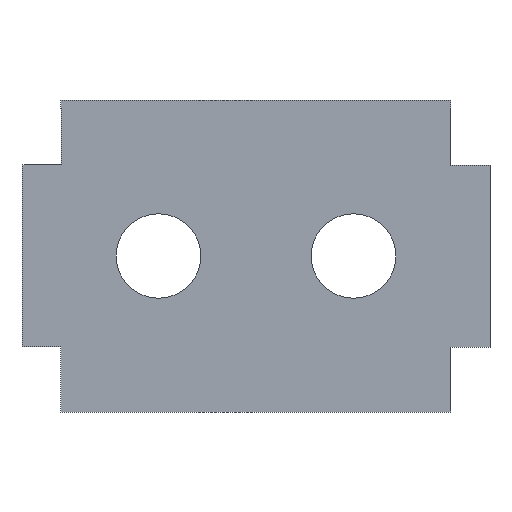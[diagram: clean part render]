
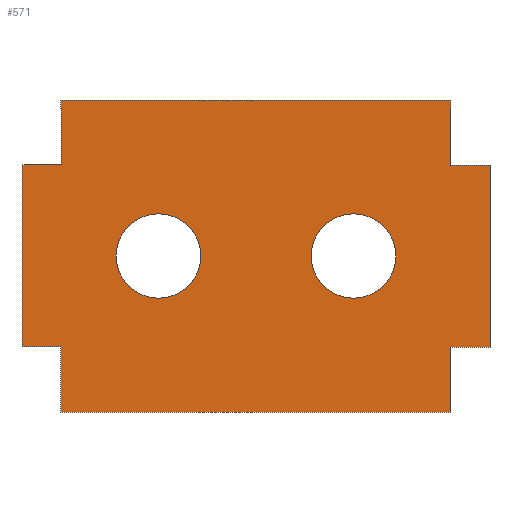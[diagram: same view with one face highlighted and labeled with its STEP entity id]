
A CAD part, front view. The second image highlights one B-rep face of the part: STEP entity #571.
In plain terms, the highlighted planar face has unit normal (0, -1, 0).
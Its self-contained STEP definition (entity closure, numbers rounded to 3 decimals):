
#13 = VERTEX_POINT ( 'NONE', #292 ) ;
#17 = CARTESIAN_POINT ( 'NONE',  ( 0., -3., 0. ) ) ;
#25 = CARTESIAN_POINT ( 'NONE',  ( 33., -3., -19. ) ) ;
#28 = DIRECTION ( 'NONE',  ( -1., 0., 0. ) ) ;
#34 = CARTESIAN_POINT ( 'NONE',  ( 0., -3., 0. ) ) ;
#35 = EDGE_CURVE ( 'NONE', #376, #217, #57, .T. ) ;
#37 = CARTESIAN_POINT ( 'NONE',  ( 7.5, -3., -15.25 ) ) ;
#44 = DIRECTION ( 'NONE',  ( 1., 0., 0. ) ) ;
#51 = DIRECTION ( 'NONE',  ( 1., 0., 0. ) ) ;
#57 = LINE ( 'NONE', #530, #437 ) ;
#69 = VERTEX_POINT ( 'NONE', #94 ) ;
#78 = CARTESIAN_POINT ( 'NONE',  ( 30., -3., 0. ) ) ;
#81 = CARTESIAN_POINT ( 'NONE',  ( 7.5, -3., -12. ) ) ;
#94 = CARTESIAN_POINT ( 'NONE',  ( 0., -3., 0. ) ) ;
#95 = EDGE_CURVE ( 'NONE', #496, #204, #509, .T. ) ;
#103 = CARTESIAN_POINT ( 'NONE',  ( 22.5, -3., -8.75 ) ) ;
#105 = ORIENTED_EDGE ( 'NONE', *, *, #262, .F. ) ;
#115 = CARTESIAN_POINT ( 'NONE',  ( 30., -3., 0. ) ) ;
#119 = VERTEX_POINT ( 'NONE', #180 ) ;
#123 = EDGE_LOOP ( 'NONE', ( #381, #494 ) ) ;
#124 = AXIS2_PLACEMENT_3D ( 'NONE', #230, #412, #545 ) ;
#127 = PLANE ( 'NONE',  #407 ) ;
#128 = DIRECTION ( 'NONE',  ( 1., 0., 0. ) ) ;
#134 = DIRECTION ( 'NONE',  ( 0., 0., 1. ) ) ;
#137 = DIRECTION ( 'NONE',  ( 0., 0., -1. ) ) ;
#141 = CARTESIAN_POINT ( 'NONE',  ( 30., -3., -5. ) ) ;
#158 = FACE_BOUND ( 'NONE', #476, .T. ) ;
#162 = DIRECTION ( 'NONE',  ( 0., 1., 0. ) ) ;
#167 = EDGE_CURVE ( 'NONE', #199, #396, #186, .T. ) ;
#172 = EDGE_CURVE ( 'NONE', #396, #432, #420, .T. ) ;
#177 = LINE ( 'NONE', #360, #438 ) ;
#180 = CARTESIAN_POINT ( 'NONE',  ( 22.5, -3., -15.25 ) ) ;
#184 = CARTESIAN_POINT ( 'NONE',  ( 22.5, -3., -12. ) ) ;
#186 = LINE ( 'NONE', #562, #288 ) ;
#187 = VERTEX_POINT ( 'NONE', #610 ) ;
#193 = EDGE_CURVE ( 'NONE', #487, #119, #497, .T. ) ;
#199 = VERTEX_POINT ( 'NONE', #141 ) ;
#202 = VECTOR ( 'NONE', #449, 1000. ) ;
#204 = VERTEX_POINT ( 'NONE', #323 ) ;
#206 = ORIENTED_EDGE ( 'NONE', *, *, #383, .F. ) ;
#209 = VERTEX_POINT ( 'NONE', #326 ) ;
#217 = VERTEX_POINT ( 'NONE', #370 ) ;
#221 = LINE ( 'NONE', #34, #607 ) ;
#225 = CARTESIAN_POINT ( 'NONE',  ( 22.5, -3., -12. ) ) ;
#227 = VECTOR ( 'NONE', #51, 1000. ) ;
#230 = CARTESIAN_POINT ( 'NONE',  ( 7.5, -3., -12. ) ) ;
#244 = AXIS2_PLACEMENT_3D ( 'NONE', #225, #403, #594 ) ;
#255 = ORIENTED_EDGE ( 'NONE', *, *, #301, .F. ) ;
#256 = CIRCLE ( 'NONE', #124, 3.25 ) ;
#259 = VERTEX_POINT ( 'NONE', #37 ) ;
#261 = ORIENTED_EDGE ( 'NONE', *, *, #291, .T. ) ;
#262 = EDGE_CURVE ( 'NONE', #69, #584, #221, .T. ) ;
#268 = LINE ( 'NONE', #315, #310 ) ;
#270 = EDGE_CURVE ( 'NONE', #204, #376, #271, .T. ) ;
#271 = LINE ( 'NONE', #504, #507 ) ;
#274 = LINE ( 'NONE', #78, #518 ) ;
#286 = ORIENTED_EDGE ( 'NONE', *, *, #363, .F. ) ;
#288 = VECTOR ( 'NONE', #44, 1000. ) ;
#291 = EDGE_CURVE ( 'NONE', #119, #487, #417, .T. ) ;
#292 = CARTESIAN_POINT ( 'NONE',  ( 30., -3., -19. ) ) ;
#298 = CIRCLE ( 'NONE', #375, 3.25 ) ;
#301 = EDGE_CURVE ( 'NONE', #492, #69, #268, .T. ) ;
#310 = VECTOR ( 'NONE', #451, 1000. ) ;
#315 = CARTESIAN_POINT ( 'NONE',  ( 0., -3., 0. ) ) ;
#319 = LINE ( 'NONE', #512, #202 ) ;
#323 = CARTESIAN_POINT ( 'NONE',  ( 0., -3., -19. ) ) ;
#324 = EDGE_CURVE ( 'NONE', #209, #496, #554, .T. ) ;
#326 = CARTESIAN_POINT ( 'NONE',  ( 30., -3., -24. ) ) ;
#335 = CARTESIAN_POINT ( 'NONE',  ( 0., -3., -24. ) ) ;
#353 = ORIENTED_EDGE ( 'NONE', *, *, #35, .F. ) ;
#354 = DIRECTION ( 'NONE',  ( -1., 0., 0. ) ) ;
#358 = CARTESIAN_POINT ( 'NONE',  ( 33., -3., -5. ) ) ;
#360 = CARTESIAN_POINT ( 'NONE',  ( 30., -3., 0. ) ) ;
#363 = EDGE_CURVE ( 'NONE', #584, #199, #274, .T. ) ;
#366 = AXIS2_PLACEMENT_3D ( 'NONE', #184, #568, #137 ) ;
#368 = CARTESIAN_POINT ( 'NONE',  ( 0., -3., 0. ) ) ;
#370 = CARTESIAN_POINT ( 'NONE',  ( -3., -3., -5. ) ) ;
#375 = AXIS2_PLACEMENT_3D ( 'NONE', #81, #162, #406 ) ;
#376 = VERTEX_POINT ( 'NONE', #600 ) ;
#380 = LINE ( 'NONE', #382, #227 ) ;
#381 = ORIENTED_EDGE ( 'NONE', *, *, #598, .T. ) ;
#382 = CARTESIAN_POINT ( 'NONE',  ( 0., -3., -5. ) ) ;
#383 = EDGE_CURVE ( 'NONE', #13, #209, #177, .T. ) ;
#396 = VERTEX_POINT ( 'NONE', #358 ) ;
#402 = EDGE_CURVE ( 'NONE', #259, #187, #256, .T. ) ;
#403 = DIRECTION ( 'NONE',  ( 0., 1., 0. ) ) ;
#406 = DIRECTION ( 'NONE',  ( 0., 0., -1. ) ) ;
#407 = AXIS2_PLACEMENT_3D ( 'NONE', #17, #555, #455 ) ;
#412 = DIRECTION ( 'NONE',  ( 0., 1., 0. ) ) ;
#417 = CIRCLE ( 'NONE', #244, 3.25 ) ;
#420 = LINE ( 'NONE', #613, #586 ) ;
#421 = EDGE_LOOP ( 'NONE', ( #572, #466, #206, #582, #589, #450, #286, #105, #255, #446, #353, #534 ) ) ;
#423 = DIRECTION ( 'NONE',  ( 0., 0., -1. ) ) ;
#429 = EDGE_CURVE ( 'NONE', #432, #13, #319, .T. ) ;
#432 = VERTEX_POINT ( 'NONE', #25 ) ;
#437 = VECTOR ( 'NONE', #483, 1000. ) ;
#438 = VECTOR ( 'NONE', #458, 1000. ) ;
#446 = ORIENTED_EDGE ( 'NONE', *, *, #540, .F. ) ;
#449 = DIRECTION ( 'NONE',  ( -1., 0., 0. ) ) ;
#450 = ORIENTED_EDGE ( 'NONE', *, *, #167, .F. ) ;
#451 = DIRECTION ( 'NONE',  ( 0., 0., 1. ) ) ;
#453 = DIRECTION ( 'NONE',  ( 0., 0., -1. ) ) ;
#455 = DIRECTION ( 'NONE',  ( 0., 0., -1. ) ) ;
#458 = DIRECTION ( 'NONE',  ( 0., 0., -1. ) ) ;
#466 = ORIENTED_EDGE ( 'NONE', *, *, #324, .F. ) ;
#468 = VECTOR ( 'NONE', #354, 1000. ) ;
#476 = EDGE_LOOP ( 'NONE', ( #538, #261 ) ) ;
#483 = DIRECTION ( 'NONE',  ( 0., 0., 1. ) ) ;
#487 = VERTEX_POINT ( 'NONE', #103 ) ;
#492 = VERTEX_POINT ( 'NONE', #536 ) ;
#494 = ORIENTED_EDGE ( 'NONE', *, *, #402, .T. ) ;
#496 = VERTEX_POINT ( 'NONE', #335 ) ;
#497 = CIRCLE ( 'NONE', #366, 3.25 ) ;
#499 = CARTESIAN_POINT ( 'NONE',  ( 0., -3., -24. ) ) ;
#504 = CARTESIAN_POINT ( 'NONE',  ( 0., -3., -19. ) ) ;
#507 = VECTOR ( 'NONE', #28, 1000. ) ;
#509 = LINE ( 'NONE', #368, #542 ) ;
#512 = CARTESIAN_POINT ( 'NONE',  ( 30., -3., -19. ) ) ;
#518 = VECTOR ( 'NONE', #453, 1000. ) ;
#530 = CARTESIAN_POINT ( 'NONE',  ( -3., -3., -19. ) ) ;
#534 = ORIENTED_EDGE ( 'NONE', *, *, #270, .F. ) ;
#536 = CARTESIAN_POINT ( 'NONE',  ( 0., -3., -5. ) ) ;
#538 = ORIENTED_EDGE ( 'NONE', *, *, #193, .T. ) ;
#540 = EDGE_CURVE ( 'NONE', #217, #492, #380, .T. ) ;
#542 = VECTOR ( 'NONE', #134, 1000. ) ;
#545 = DIRECTION ( 'NONE',  ( 0., 0., -1. ) ) ;
#554 = LINE ( 'NONE', #499, #468 ) ;
#555 = DIRECTION ( 'NONE',  ( 0., -1., 0. ) ) ;
#562 = CARTESIAN_POINT ( 'NONE',  ( 30., -3., -5. ) ) ;
#568 = DIRECTION ( 'NONE',  ( 0., 1., 0. ) ) ;
#571 = ADVANCED_FACE ( 'NONE', ( #158, #583, #604 ), #127, .T. ) ;
#572 = ORIENTED_EDGE ( 'NONE', *, *, #95, .F. ) ;
#582 = ORIENTED_EDGE ( 'NONE', *, *, #429, .F. ) ;
#583 = FACE_BOUND ( 'NONE', #123, .T. ) ;
#584 = VERTEX_POINT ( 'NONE', #115 ) ;
#586 = VECTOR ( 'NONE', #423, 1000. ) ;
#589 = ORIENTED_EDGE ( 'NONE', *, *, #172, .F. ) ;
#594 = DIRECTION ( 'NONE',  ( 0., 0., -1. ) ) ;
#598 = EDGE_CURVE ( 'NONE', #187, #259, #298, .T. ) ;
#600 = CARTESIAN_POINT ( 'NONE',  ( -3., -3., -19. ) ) ;
#604 = FACE_OUTER_BOUND ( 'NONE', #421, .T. ) ;
#607 = VECTOR ( 'NONE', #128, 1000. ) ;
#610 = CARTESIAN_POINT ( 'NONE',  ( 7.5, -3., -8.75 ) ) ;
#613 = CARTESIAN_POINT ( 'NONE',  ( 33., -3., -19. ) ) ;
